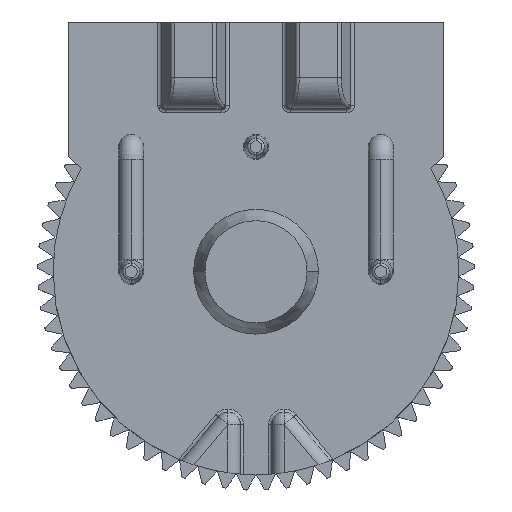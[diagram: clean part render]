
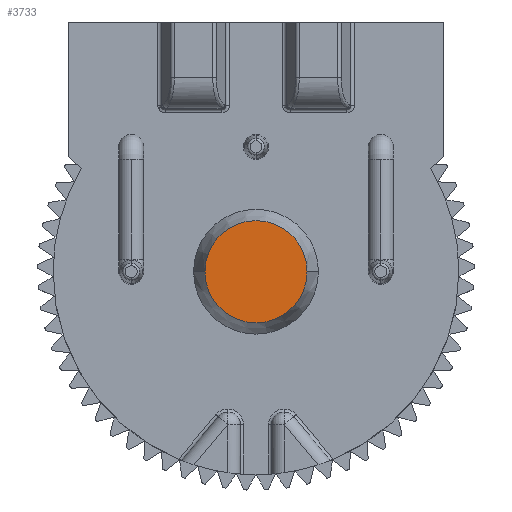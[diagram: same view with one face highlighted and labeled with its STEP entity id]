
A CAD part, front view. The second image highlights one B-rep face of the part: STEP entity #3733.
In plain terms, the highlighted planar face has unit normal (0, -1, 0).
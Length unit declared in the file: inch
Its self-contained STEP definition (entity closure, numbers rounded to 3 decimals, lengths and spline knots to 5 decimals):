
#276 = FACE_OUTER_BOUND ( 'NONE', #3102, .T. ) ;
#1260 = ORIENTED_EDGE ( 'NONE', *, *, #5494, .F. ) ;
#3000 = CARTESIAN_POINT ( 'NONE',  ( 0., 0.04, -0.0125 ) ) ;
#3102 = EDGE_LOOP ( 'NONE', ( #1260, #5237 ) ) ;
#3733 = ADVANCED_FACE ( 'NONE', ( #276 ), #5958, .F. ) ;
#5237 = ORIENTED_EDGE ( 'NONE', *, *, #13831, .F. ) ;
#5494 = EDGE_CURVE ( 'NONE', #11267, #14677, #8141, .T. ) ;
#5545 = CIRCLE ( 'NONE', #12015, 0.0409 ) ;
#5958 = PLANE ( 'NONE',  #13639 ) ;
#5963 = CARTESIAN_POINT ( 'NONE',  ( -0.0409, 0.04, -0.0125 ) ) ;
#6566 = CARTESIAN_POINT ( 'NONE',  ( 0.0409, 0.04, -0.0125 ) ) ;
#7070 = DIRECTION ( 'NONE',  ( 0., 1., 0. ) ) ;
#7809 = DIRECTION ( 'NONE',  ( 1., 0., 0. ) ) ;
#8141 = CIRCLE ( 'NONE', #16101, 0.0409 ) ;
#11267 = VERTEX_POINT ( 'NONE', #5963 ) ;
#11657 = DIRECTION ( 'NONE',  ( 0., 1., 0. ) ) ;
#12015 = AXIS2_PLACEMENT_3D ( 'NONE', #3000, #13135, #15705 ) ;
#13135 = DIRECTION ( 'NONE',  ( 0., 1., 0. ) ) ;
#13358 = CARTESIAN_POINT ( 'NONE',  ( 0., 0.04, 0. ) ) ;
#13639 = AXIS2_PLACEMENT_3D ( 'NONE', #13358, #7070, #15860 ) ;
#13831 = EDGE_CURVE ( 'NONE', #14677, #11267, #5545, .T. ) ;
#14677 = VERTEX_POINT ( 'NONE', #6566 ) ;
#15354 = CARTESIAN_POINT ( 'NONE',  ( 0., 0.04, -0.0125 ) ) ;
#15705 = DIRECTION ( 'NONE',  ( 1., 0., 0. ) ) ;
#15860 = DIRECTION ( 'NONE',  ( 1., 0., 0. ) ) ;
#16101 = AXIS2_PLACEMENT_3D ( 'NONE', #15354, #11657, #7809 ) ;
